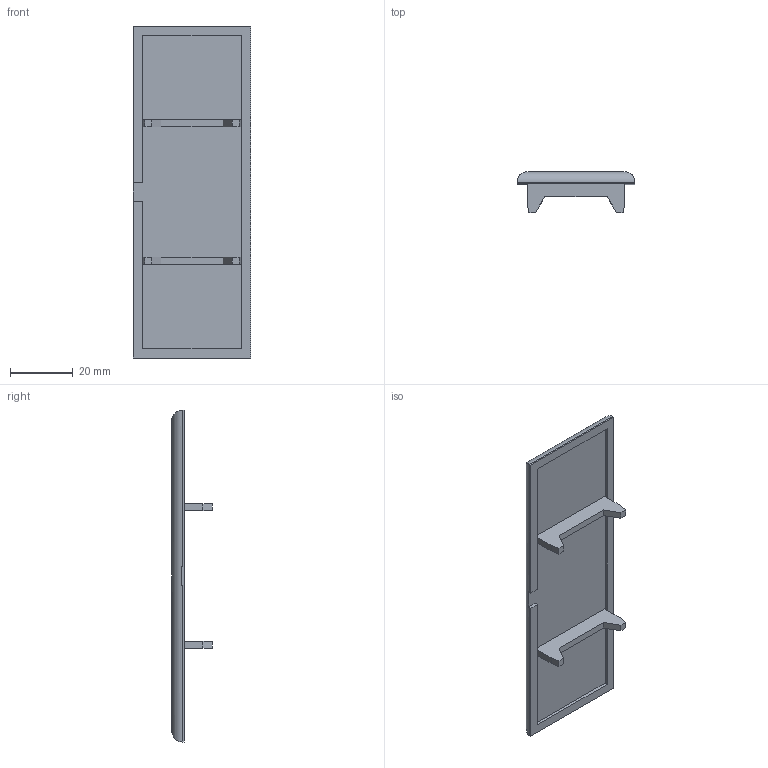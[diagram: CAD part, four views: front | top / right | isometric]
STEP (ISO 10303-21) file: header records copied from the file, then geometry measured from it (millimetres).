
FILE_DESCRIPTION(/* description */ ('STEP AP214'),/* implementation_level */ '2;1');
FILE_NAME(/* name */ '1025953.stp',/* time_stamp */ '2024-05-07T13:00:12+02:00',/* author */ ('b.steehouwer'),/* organization */ ('CADENAS'),/* preprocessor_version */ 'ST-DEVELOPER v18.1',/* originating_system */ 'Autodesk Inventor 2021',/* authorisation */ ' ');
FILE_SCHEMA (('AUTOMOTIVE_DESIGN { 1 0 10303 214 3 1 1 }'));
Length unit declared in the file: millimetre
Products named in the file (2): 1025953; 1025953-1
Assembly tree (1 placements, depth 2):
  1025953
    1025953-1
Bounding box: 37.6 x 13 x 106 mm (x, y, z)
Volume: 12888.2 mm3; surface area: 9831.7 mm2
Topology: 1 solids, 1 shells, 41 faces, 107 edges, 70 vertices
Faces by surface type: plane 37, cylinder 4
Entity records: 1311 total; most frequent: CARTESIAN_POINT 221, ORIENTED_EDGE 214, DIRECTION 201, EDGE_CURVE 107, LINE 101, VECTOR 101, VERTEX_POINT 70, AXIS2_PLACEMENT_3D 50
